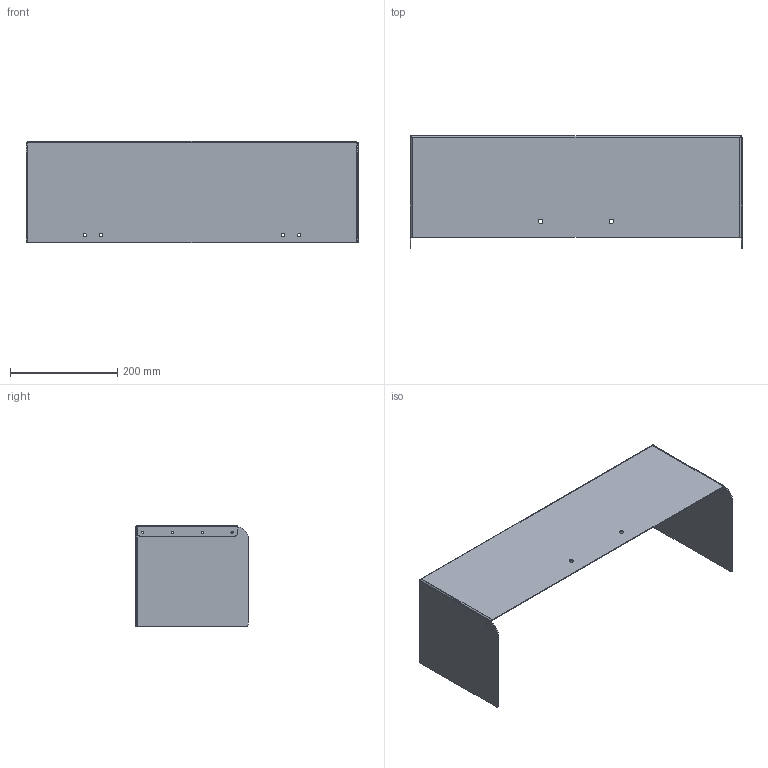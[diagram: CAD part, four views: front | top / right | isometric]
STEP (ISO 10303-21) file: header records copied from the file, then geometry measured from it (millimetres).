
FILE_DESCRIPTION (( 'STEP AP214' ), '1' );
FILE_NAME ('PowderTopLid.STEP', '2024-10-09T10:46:03', ( '' ), ( '' ), 'SwSTEP 2.0', 'SolidWorks 2024', '' );
FILE_SCHEMA (( 'AUTOMOTIVE_DESIGN' ));
Length unit declared in the file: millimetre
Products named in the file (1): PowderTopLid
Bounding box: 619 x 209.5 x 189 mm (x, y, z)
Volume: 472296.6 mm3; surface area: 634530.5 mm2
Topology: 1 solids, 1 shells, 100 faces, 256 edges, 158 vertices
Faces by surface type: cylinder 62, plane 38
Entity records: 3153 total; most frequent: DIRECTION 584, CARTESIAN_POINT 515, ORIENTED_EDGE 512, EDGE_CURVE 256, AXIS2_PLACEMENT_3D 227, VERTEX_POINT 158, EDGE_LOOP 144, LINE 130
